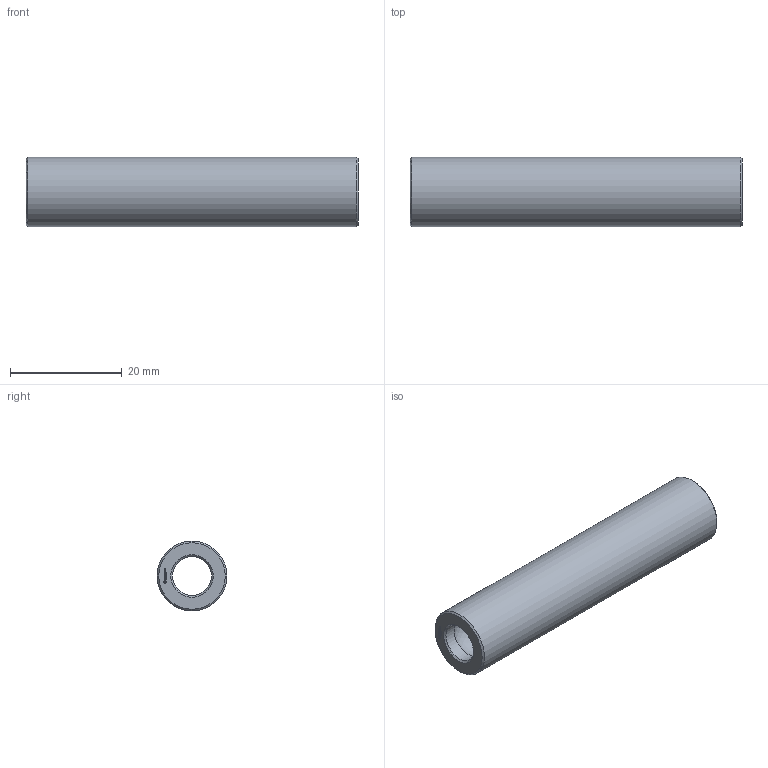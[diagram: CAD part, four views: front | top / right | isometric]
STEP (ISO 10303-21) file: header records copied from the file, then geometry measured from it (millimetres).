
FILE_DESCRIPTION(('FreeCAD Model'),'2;1');
FILE_NAME('Open CASCADE Shape Model','2024-01-02T17:22:34',(''),(''), 'Open CASCADE STEP processor 7.6','FreeCAD','Unknown');
FILE_SCHEMA(('AUTOMOTIVE_DESIGN { 1 0 10303 214 1 1 1 1 }'));
Length unit declared in the file: millimetre
Products named in the file (1): Spacer FRE BU01.00x04.75 - SPN-SPR-0068 (stemfie.org)
Bounding box: 59.38 x 12.5 x 12.5 mm (x, y, z)
Volume: 4523.4 mm3; surface area: 3952.6 mm2
Topology: 1 solids, 1 shells, 545 faces, 1507 edges, 999 vertices
Faces by surface type: plane 300, extrusion 226, cylinder 7, sphere 5, cone 4, revolution 3
Full cylindrical faces by diameter (mm): 7 x6, 12.5 x1
Entity records: 37103 total; most frequent: CARTESIAN_POINT 8341, DIRECTION 4513, VECTOR 3810, LINE 3584, ORIENTED_EDGE 3014, PCURVE 3014, DEFINITIONAL_REPRESENTATION 3014, EDGE_CURVE 1507
